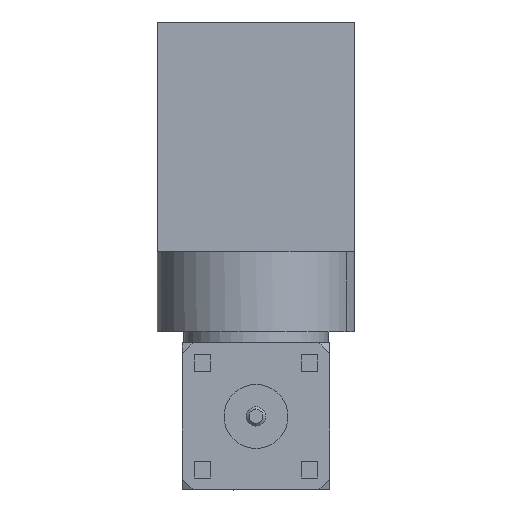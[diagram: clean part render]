
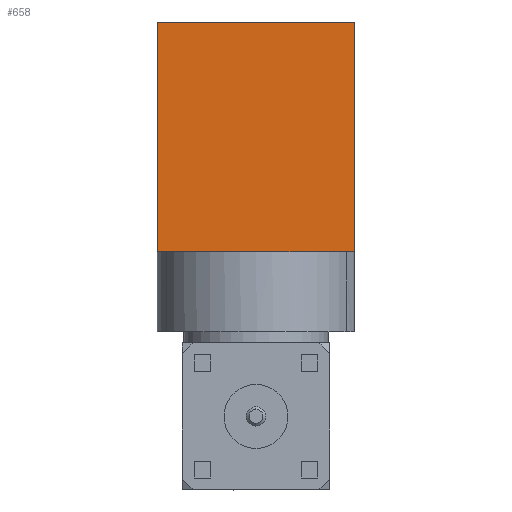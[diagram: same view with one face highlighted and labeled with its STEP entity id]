
A CAD part, front view. The second image highlights one B-rep face of the part: STEP entity #658.
In plain terms, the highlighted planar face has unit normal (0, -1, 0).
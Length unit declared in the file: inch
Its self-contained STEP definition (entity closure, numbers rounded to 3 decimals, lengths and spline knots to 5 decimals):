
#99 = CARTESIAN_POINT ( 'NONE',  ( -0.185, -0.18494, -0.43065 ) ) ;
#369 = LINE ( 'NONE', #775, #3196 ) ;
#379 = VERTEX_POINT ( 'NONE', #518 ) ;
#479 = EDGE_CURVE ( 'NONE', #771, #3167, #4096, .T. ) ;
#518 = CARTESIAN_POINT ( 'NONE',  ( 0.185, -0.18494, 0. ) ) ;
#617 = EDGE_CURVE ( 'NONE', #379, #1720, #2486, .T. ) ;
#658 = ADVANCED_FACE ( 'NONE', ( #3772 ), #4941, .T. ) ;
#683 = ORIENTED_EDGE ( 'NONE', *, *, #479, .F. ) ;
#769 = DIRECTION ( 'NONE',  ( 0., 0., 1. ) ) ;
#771 = VERTEX_POINT ( 'NONE', #1053 ) ;
#775 = CARTESIAN_POINT ( 'NONE',  ( 0.185, -0.18494, -0.87765 ) ) ;
#968 = AXIS2_PLACEMENT_3D ( 'NONE', #1284, #5024, #2862 ) ;
#1053 = CARTESIAN_POINT ( 'NONE',  ( -0.00064, -0.18494, -0.43065 ) ) ;
#1091 = LINE ( 'NONE', #4242, #3355 ) ;
#1284 = CARTESIAN_POINT ( 'NONE',  ( -0.185, -0.18494, -0.58065 ) ) ;
#1429 = VERTEX_POINT ( 'NONE', #3839 ) ;
#1481 = ORIENTED_EDGE ( 'NONE', *, *, #617, .T. ) ;
#1720 = VERTEX_POINT ( 'NONE', #4100 ) ;
#1837 = CARTESIAN_POINT ( 'NONE',  ( 0.28262, -0.18494, -0.43065 ) ) ;
#2216 = ORIENTED_EDGE ( 'NONE', *, *, #4123, .F. ) ;
#2486 = LINE ( 'NONE', #4120, #3782 ) ;
#2491 = DIRECTION ( 'NONE',  ( 0., 0., 1. ) ) ;
#2748 = VECTOR ( 'NONE', #3414, 39.37008 ) ;
#2779 = VECTOR ( 'NONE', #4692, 39.37008 ) ;
#2862 = DIRECTION ( 'NONE',  ( 0., 0., -1. ) ) ;
#3064 = EDGE_CURVE ( 'NONE', #1429, #379, #369, .T. ) ;
#3167 = VERTEX_POINT ( 'NONE', #99 ) ;
#3196 = VECTOR ( 'NONE', #2491, 39.37008 ) ;
#3256 = CARTESIAN_POINT ( 'NONE',  ( -0.00064, -0.18494, -0.43065 ) ) ;
#3319 = ORIENTED_EDGE ( 'NONE', *, *, #4420, .F. ) ;
#3332 = DIRECTION ( 'NONE',  ( -1., 0., 0. ) ) ;
#3355 = VECTOR ( 'NONE', #769, 39.37008 ) ;
#3414 = DIRECTION ( 'NONE',  ( -1., 0., 0. ) ) ;
#3772 = FACE_OUTER_BOUND ( 'NONE', #5138, .T. ) ;
#3782 = VECTOR ( 'NONE', #3332, 39.37008 ) ;
#3839 = CARTESIAN_POINT ( 'NONE',  ( 0.185, -0.18494, -0.43065 ) ) ;
#4096 = LINE ( 'NONE', #3256, #2748 ) ;
#4100 = CARTESIAN_POINT ( 'NONE',  ( -0.185, -0.18494, 0. ) ) ;
#4120 = CARTESIAN_POINT ( 'NONE',  ( -0.185, -0.18494, 0. ) ) ;
#4123 = EDGE_CURVE ( 'NONE', #1429, #771, #5150, .T. ) ;
#4242 = CARTESIAN_POINT ( 'NONE',  ( -0.185, -0.18494, -0.87765 ) ) ;
#4400 = ORIENTED_EDGE ( 'NONE', *, *, #3064, .T. ) ;
#4420 = EDGE_CURVE ( 'NONE', #3167, #1720, #1091, .T. ) ;
#4692 = DIRECTION ( 'NONE',  ( -1., 0., 0. ) ) ;
#4941 = PLANE ( 'NONE',  #968 ) ;
#5024 = DIRECTION ( 'NONE',  ( 0., -1., 0. ) ) ;
#5138 = EDGE_LOOP ( 'NONE', ( #4400, #1481, #3319, #683, #2216 ) ) ;
#5150 = LINE ( 'NONE', #1837, #2779 ) ;
